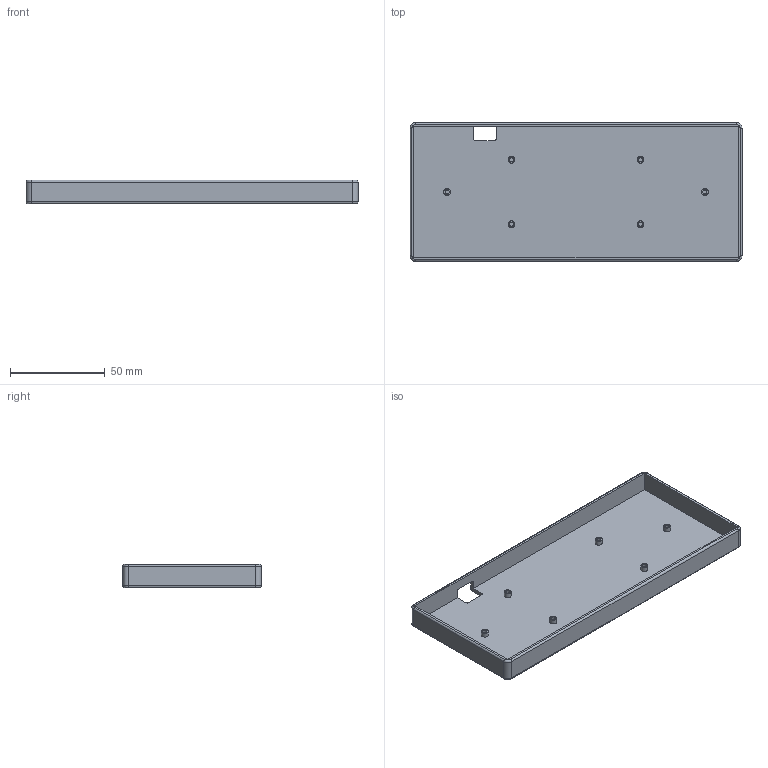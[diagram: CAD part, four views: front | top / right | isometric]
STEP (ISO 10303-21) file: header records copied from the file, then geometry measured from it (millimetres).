
FILE_DESCRIPTION(/* description */ (''),/* implementation_level */ '2;1');
FILE_NAME(/* name */ 'bancouver40 cnc v6 control group.step',/* time_stamp */ '2022-10-26T07:59:32-05:00',/* author */ (''),/* organization */ (''),/* preprocessor_version */ 'ST-DEVELOPER v19.2',/* originating_system */ 'Autodesk Translation Framework v11.17.0.187',/* authorisation */ '');
FILE_SCHEMA (('CONFIG_CONTROL_DESIGN','AUTOMOTIVE_DESIGN { 1 0 10303 214 3 1 1 }'));
Length unit declared in the file: millimetre
Products named in the file (1): bancouver40 cnc
Bounding box: 175.2 x 73.2 x 12.5 mm (x, y, z)
Volume: 35336.2 mm3; surface area: 36480.7 mm2
Topology: 1 solids, 1 shells, 64 faces, 137 edges, 86 vertices
Faces by surface type: cylinder 29, plane 27, torus 8
Full cylindrical faces by diameter (mm): 2.2 x6, 3.6 x6
Entity records: 1776 total; most frequent: DIRECTION 333, CARTESIAN_POINT 288, ORIENTED_EDGE 274, EDGE_CURVE 137, AXIS2_PLACEMENT_3D 131, VERTEX_POINT 86, EDGE_LOOP 77, LINE 71
